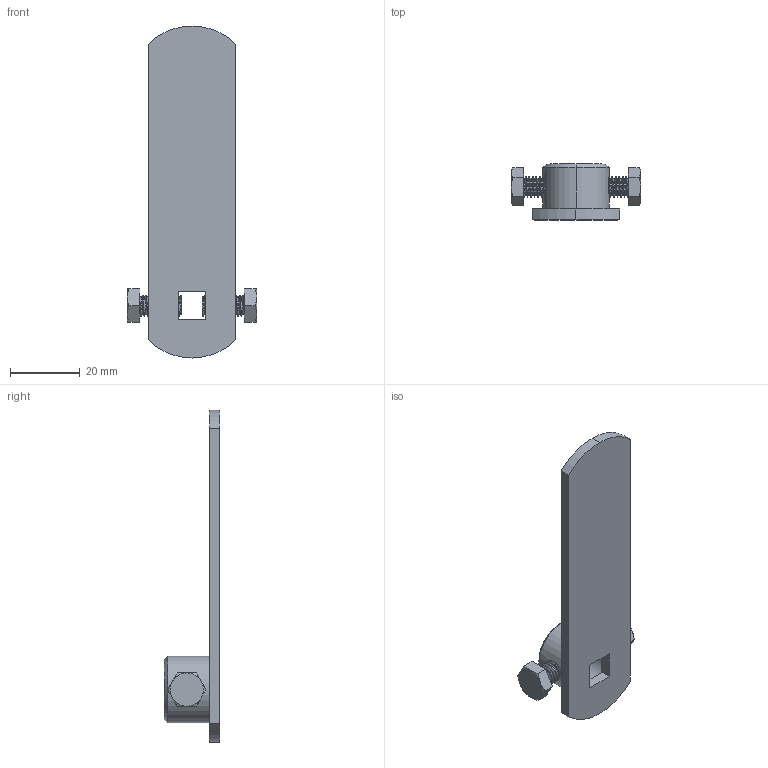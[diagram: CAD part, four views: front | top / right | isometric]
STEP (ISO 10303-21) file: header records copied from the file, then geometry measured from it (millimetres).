
FILE_DESCRIPTION (( 'STEP AP214' ), '1' );
FILE_NAME ('03762-Latch Bar Heavy Duty Zinc 80mm.STEP', '2018-09-26T00:14:45', ( '' ), ( '' ), 'SwSTEP 2.0', 'SolidWorks 2018', '' );
FILE_SCHEMA (( 'AUTOMOTIVE_DESIGN' ));
Length unit declared in the file: millimetre
Products named in the file (1): 03762-Latch Bar Heavy Duty Zinc 80mm
Bounding box: 37 x 16 x 95 mm (x, y, z)
Volume: 10041.1 mm3; surface area: 7723.4 mm2
Topology: 3 solids, 3 shells, 375 faces, 999 edges, 658 vertices
Faces by surface type: plane 181, bspline 119, cylinder 61, cone 14
Entity records: 22980 total; most frequent: CARTESIAN_POINT 14264, ORIENTED_EDGE 1998, DIRECTION 1181, EDGE_CURVE 999, VERTEX_POINT 658, VECTOR 587, LINE 587, EDGE_LOOP 409
